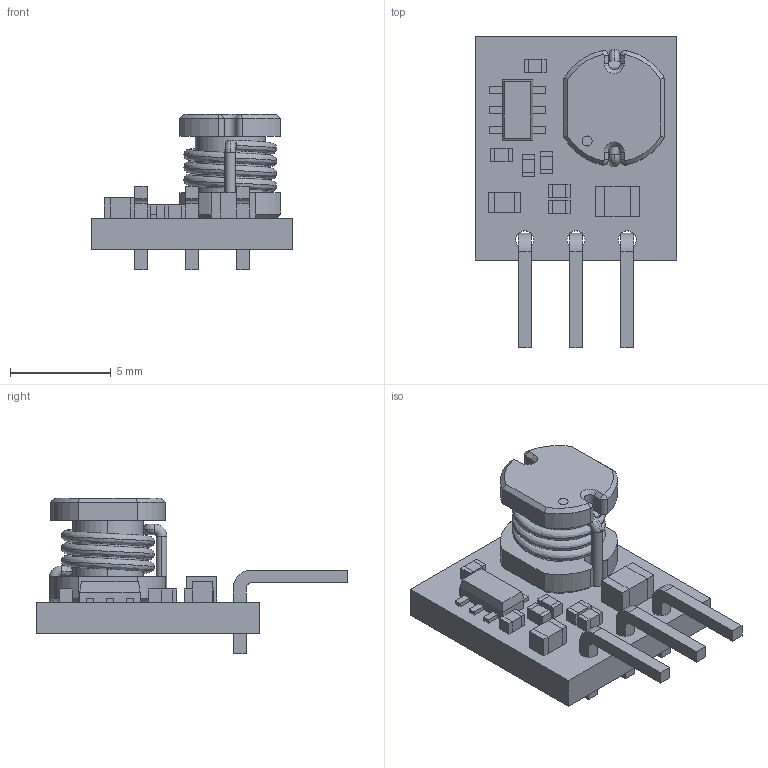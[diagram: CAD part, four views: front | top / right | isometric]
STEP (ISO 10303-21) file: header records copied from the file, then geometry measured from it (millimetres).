
FILE_DESCRIPTION (( 'STEP AP214' ), '1' );
FILE_NAME ('EAB3.STEP', '2020-08-27T01:01:44', ( '' ), ( '' ), 'SwSTEP 2.0', 'SolidWorks 2017', '' );
FILE_SCHEMA (( 'AUTOMOTIVE_DESIGN' ));
Length unit declared in the file: millimetre
Products named in the file (1): EAB3
Bounding box: 10 x 15.45 x 7.73 mm (x, y, z)
Volume: 288.2 mm3; surface area: 693.6 mm2
Topology: 38 solids, 38 shells, 327 faces, 700 edges, 452 vertices
Faces by surface type: plane 253, cylinder 42, cone 20, torus 8, bspline 4
Entity records: 11604 total; most frequent: CARTESIAN_POINT 2236, DIRECTION 1456, ORIENTED_EDGE 1400, EDGE_CURVE 700, VECTOR 560, LINE 560, VERTEX_POINT 452, AXIS2_PLACEMENT_3D 448
